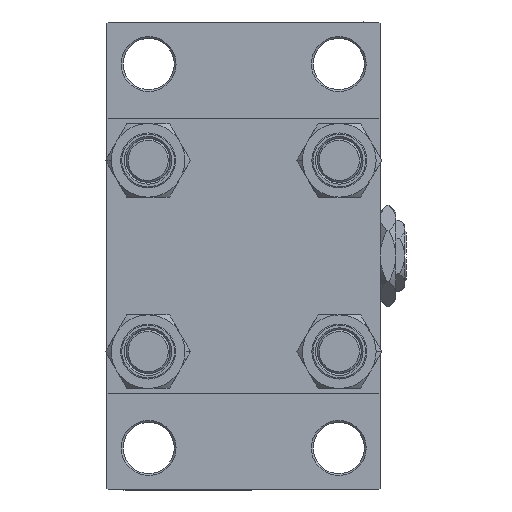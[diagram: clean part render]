
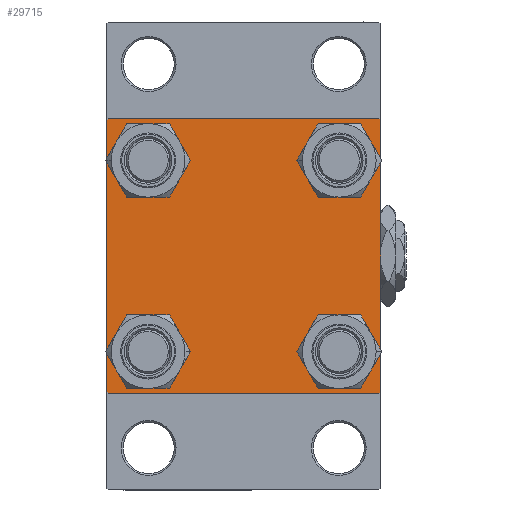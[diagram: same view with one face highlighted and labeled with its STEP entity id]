
A CAD part, left-side view. The second image highlights one B-rep face of the part: STEP entity #29715.
In plain terms, the highlighted planar face has unit normal (-1, 0, 0).
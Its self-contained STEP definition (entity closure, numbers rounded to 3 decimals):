
#42 = DIRECTION ( 'NONE',  ( 0., -1., 0. ) ) ;
#157 = LINE ( 'NONE', #899, #23601 ) ;
#325 = VERTEX_POINT ( 'NONE', #4694 ) ;
#467 = DIRECTION ( 'NONE',  ( 0., 0., -1. ) ) ;
#507 = CIRCLE ( 'NONE', #37585, 6.5 ) ;
#707 = PLANE ( 'NONE',  #12963 ) ;
#899 = CARTESIAN_POINT ( 'NONE',  ( 0., -37.25, -37.25 ) ) ;
#1155 = LINE ( 'NONE', #24366, #30331 ) ;
#1287 = CARTESIAN_POINT ( 'NONE',  ( 0., 37.5, 37.5 ) ) ;
#1943 = CARTESIAN_POINT ( 'NONE',  ( 0., -26.15, -26.15 ) ) ;
#1984 = ORIENTED_EDGE ( 'NONE', *, *, #36164, .T. ) ;
#2035 = DIRECTION ( 'NONE',  ( 0., 0., -1. ) ) ;
#2975 = VECTOR ( 'NONE', #42307, 1000. ) ;
#3333 = VERTEX_POINT ( 'NONE', #22252 ) ;
#3417 = AXIS2_PLACEMENT_3D ( 'NONE', #43800, #16751, #20305 ) ;
#3610 = EDGE_CURVE ( 'NONE', #3333, #9229, #39894, .T. ) ;
#3616 = DIRECTION ( 'NONE',  ( 1., 0., 0. ) ) ;
#3841 = ORIENTED_EDGE ( 'NONE', *, *, #37012, .T. ) ;
#4264 = ORIENTED_EDGE ( 'NONE', *, *, #6892, .T. ) ;
#4512 = VERTEX_POINT ( 'NONE', #49979 ) ;
#4694 = CARTESIAN_POINT ( 'NONE',  ( 0., -26.15, -32.65 ) ) ;
#4805 = EDGE_CURVE ( 'NONE', #18548, #17382, #18566, .T. ) ;
#5465 = ORIENTED_EDGE ( 'NONE', *, *, #30465, .F. ) ;
#6892 = EDGE_CURVE ( 'NONE', #36648, #39100, #26181, .T. ) ;
#8004 = DIRECTION ( 'NONE',  ( 0., 0., 1. ) ) ;
#8415 = ORIENTED_EDGE ( 'NONE', *, *, #12184, .T. ) ;
#8847 = ORIENTED_EDGE ( 'NONE', *, *, #47581, .T. ) ;
#9229 = VERTEX_POINT ( 'NONE', #32188 ) ;
#9412 = ORIENTED_EDGE ( 'NONE', *, *, #4805, .T. ) ;
#9748 = CARTESIAN_POINT ( 'NONE',  ( 0., 26.15, -32.65 ) ) ;
#9803 = CIRCLE ( 'NONE', #9837, 6.5 ) ;
#9837 = AXIS2_PLACEMENT_3D ( 'NONE', #40925, #21967, #17921 ) ;
#10100 = DIRECTION ( 'NONE',  ( 1., 0., 0. ) ) ;
#10217 = ORIENTED_EDGE ( 'NONE', *, *, #44988, .T. ) ;
#12184 = EDGE_CURVE ( 'NONE', #48761, #48879, #9803, .T. ) ;
#12495 = LINE ( 'NONE', #42826, #14745 ) ;
#12858 = DIRECTION ( 'NONE',  ( 1., 0., 0. ) ) ;
#12963 = AXIS2_PLACEMENT_3D ( 'NONE', #27444, #23917, #8004 ) ;
#13033 = CIRCLE ( 'NONE', #13830, 6.5 ) ;
#13694 = CIRCLE ( 'NONE', #48432, 6.5 ) ;
#13830 = AXIS2_PLACEMENT_3D ( 'NONE', #1943, #36276, #44607 ) ;
#14745 = VECTOR ( 'NONE', #20329, 1000. ) ;
#15449 = DIRECTION ( 'NONE',  ( 0., 0., 1. ) ) ;
#15609 = AXIS2_PLACEMENT_3D ( 'NONE', #29553, #10100, #21468 ) ;
#15966 = EDGE_CURVE ( 'NONE', #325, #43690, #47108, .T. ) ;
#16751 = DIRECTION ( 'NONE',  ( 1., 0., 0. ) ) ;
#17119 = CIRCLE ( 'NONE', #3417, 6.5 ) ;
#17382 = VERTEX_POINT ( 'NONE', #37588 ) ;
#17670 = EDGE_LOOP ( 'NONE', ( #8847, #8415 ) ) ;
#17921 = DIRECTION ( 'NONE',  ( 0., 0., 1. ) ) ;
#17966 = CARTESIAN_POINT ( 'NONE',  ( 0., 37.5, 37. ) ) ;
#18169 = ORIENTED_EDGE ( 'NONE', *, *, #47547, .T. ) ;
#18548 = VERTEX_POINT ( 'NONE', #9748 ) ;
#18566 = CIRCLE ( 'NONE', #38742, 6.5 ) ;
#19064 = LINE ( 'NONE', #49665, #2975 ) ;
#20305 = DIRECTION ( 'NONE',  ( 0., 0., 1. ) ) ;
#20329 = DIRECTION ( 'NONE',  ( 0., -0.707, -0.707 ) ) ;
#20981 = EDGE_CURVE ( 'NONE', #37568, #42878, #507, .T. ) ;
#21468 = DIRECTION ( 'NONE',  ( 0., 0., 1. ) ) ;
#21967 = DIRECTION ( 'NONE',  ( 1., 0., 0. ) ) ;
#22138 = DIRECTION ( 'NONE',  ( 0., 0.707, -0.707 ) ) ;
#22159 = ORIENTED_EDGE ( 'NONE', *, *, #15966, .T. ) ;
#22242 = VECTOR ( 'NONE', #2035, 1000. ) ;
#22252 = CARTESIAN_POINT ( 'NONE',  ( 0., -37.5, 37. ) ) ;
#22280 = EDGE_CURVE ( 'NONE', #36648, #9229, #19064, .T. ) ;
#22303 = CARTESIAN_POINT ( 'NONE',  ( 0., -26.15, 26.15 ) ) ;
#23277 = EDGE_LOOP ( 'NONE', ( #1984, #9412 ) ) ;
#23429 = CARTESIAN_POINT ( 'NONE',  ( 0., 37., 37.5 ) ) ;
#23601 = VECTOR ( 'NONE', #30688, 1000. ) ;
#23917 = DIRECTION ( 'NONE',  ( -1., 0., 0. ) ) ;
#24366 = CARTESIAN_POINT ( 'NONE',  ( 0., 37.5, -37.5 ) ) ;
#24775 = CARTESIAN_POINT ( 'NONE',  ( 0., 26.15, 32.65 ) ) ;
#25451 = EDGE_LOOP ( 'NONE', ( #49893, #22159 ) ) ;
#25929 = CARTESIAN_POINT ( 'NONE',  ( 0., 37.25, 37.25 ) ) ;
#26181 = LINE ( 'NONE', #25929, #29143 ) ;
#26331 = EDGE_LOOP ( 'NONE', ( #18169, #41385, #10217, #3841, #5465, #49279, #47029, #4264 ) ) ;
#26476 = DIRECTION ( 'NONE',  ( 1., 0., 0. ) ) ;
#27204 = FACE_BOUND ( 'NONE', #17670, .T. ) ;
#27361 = VERTEX_POINT ( 'NONE', #47947 ) ;
#27444 = CARTESIAN_POINT ( 'NONE',  ( 0., 0., 0. ) ) ;
#27837 = EDGE_CURVE ( 'NONE', #42878, #37568, #13694, .T. ) ;
#27873 = AXIS2_PLACEMENT_3D ( 'NONE', #28793, #12858, #32321 ) ;
#28203 = VECTOR ( 'NONE', #37100, 1000. ) ;
#28269 = CARTESIAN_POINT ( 'NONE',  ( 0., -37.25, 37.25 ) ) ;
#28701 = CIRCLE ( 'NONE', #27873, 6.5 ) ;
#28793 = CARTESIAN_POINT ( 'NONE',  ( 0., 26.15, 26.15 ) ) ;
#29114 = VECTOR ( 'NONE', #467, 1000. ) ;
#29143 = VECTOR ( 'NONE', #22138, 1000. ) ;
#29553 = CARTESIAN_POINT ( 'NONE',  ( 0., -26.15, -26.15 ) ) ;
#29558 = VERTEX_POINT ( 'NONE', #46284 ) ;
#29715 = ADVANCED_FACE ( 'NONE', ( #39079, #31249, #34536, #27204, #49971 ), #707, .T. ) ;
#29825 = CARTESIAN_POINT ( 'NONE',  ( 0., -26.15, 19.65 ) ) ;
#30331 = VECTOR ( 'NONE', #42, 1000. ) ;
#30465 = EDGE_CURVE ( 'NONE', #3333, #4512, #35290, .T. ) ;
#30688 = DIRECTION ( 'NONE',  ( 0., -0.707, 0.707 ) ) ;
#31249 = FACE_BOUND ( 'NONE', #25451, .T. ) ;
#31356 = ORIENTED_EDGE ( 'NONE', *, *, #27837, .T. ) ;
#32097 = CARTESIAN_POINT ( 'NONE',  ( 0., 26.15, 19.65 ) ) ;
#32144 = DIRECTION ( 'NONE',  ( 1., 0., 0. ) ) ;
#32188 = CARTESIAN_POINT ( 'NONE',  ( 0., -37., 37.5 ) ) ;
#32321 = DIRECTION ( 'NONE',  ( 0., 0., 1. ) ) ;
#33081 = CARTESIAN_POINT ( 'NONE',  ( 0., -26.15, 32.65 ) ) ;
#34536 = FACE_BOUND ( 'NONE', #23277, .T. ) ;
#35290 = LINE ( 'NONE', #42864, #29114 ) ;
#35847 = EDGE_CURVE ( 'NONE', #43690, #325, #13033, .T. ) ;
#35928 = CARTESIAN_POINT ( 'NONE',  ( 0., -26.15, 26.15 ) ) ;
#36164 = EDGE_CURVE ( 'NONE', #17382, #18548, #17119, .T. ) ;
#36276 = DIRECTION ( 'NONE',  ( 1., 0., 0. ) ) ;
#36648 = VERTEX_POINT ( 'NONE', #23429 ) ;
#37012 = EDGE_CURVE ( 'NONE', #37067, #4512, #157, .T. ) ;
#37067 = VERTEX_POINT ( 'NONE', #42566 ) ;
#37100 = DIRECTION ( 'NONE',  ( 0., 0.707, 0.707 ) ) ;
#37568 = VERTEX_POINT ( 'NONE', #29825 ) ;
#37585 = AXIS2_PLACEMENT_3D ( 'NONE', #22303, #3616, #15449 ) ;
#37588 = CARTESIAN_POINT ( 'NONE',  ( 0., 26.15, -19.65 ) ) ;
#38609 = EDGE_CURVE ( 'NONE', #29558, #27361, #12495, .T. ) ;
#38742 = AXIS2_PLACEMENT_3D ( 'NONE', #41126, #26476, #49236 ) ;
#39079 = FACE_BOUND ( 'NONE', #42168, .T. ) ;
#39100 = VERTEX_POINT ( 'NONE', #17966 ) ;
#39894 = LINE ( 'NONE', #28269, #28203 ) ;
#40925 = CARTESIAN_POINT ( 'NONE',  ( 0., 26.15, 26.15 ) ) ;
#41126 = CARTESIAN_POINT ( 'NONE',  ( 0., 26.15, -26.15 ) ) ;
#41385 = ORIENTED_EDGE ( 'NONE', *, *, #38609, .T. ) ;
#42168 = EDGE_LOOP ( 'NONE', ( #31356, #47810 ) ) ;
#42307 = DIRECTION ( 'NONE',  ( 0., -1., 0. ) ) ;
#42566 = CARTESIAN_POINT ( 'NONE',  ( 0., -37., -37.5 ) ) ;
#42826 = CARTESIAN_POINT ( 'NONE',  ( 0., 37.25, -37.25 ) ) ;
#42864 = CARTESIAN_POINT ( 'NONE',  ( 0., -37.5, 37.5 ) ) ;
#42878 = VERTEX_POINT ( 'NONE', #33081 ) ;
#43453 = LINE ( 'NONE', #1287, #22242 ) ;
#43690 = VERTEX_POINT ( 'NONE', #48061 ) ;
#43800 = CARTESIAN_POINT ( 'NONE',  ( 0., 26.15, -26.15 ) ) ;
#44607 = DIRECTION ( 'NONE',  ( 0., 0., 1. ) ) ;
#44988 = EDGE_CURVE ( 'NONE', #27361, #37067, #1155, .T. ) ;
#46284 = CARTESIAN_POINT ( 'NONE',  ( 0., 37.5, -37. ) ) ;
#47029 = ORIENTED_EDGE ( 'NONE', *, *, #22280, .F. ) ;
#47108 = CIRCLE ( 'NONE', #15609, 6.5 ) ;
#47547 = EDGE_CURVE ( 'NONE', #39100, #29558, #43453, .T. ) ;
#47561 = DIRECTION ( 'NONE',  ( 0., 0., 1. ) ) ;
#47581 = EDGE_CURVE ( 'NONE', #48879, #48761, #28701, .T. ) ;
#47810 = ORIENTED_EDGE ( 'NONE', *, *, #20981, .T. ) ;
#47947 = CARTESIAN_POINT ( 'NONE',  ( 0., 37., -37.5 ) ) ;
#48061 = CARTESIAN_POINT ( 'NONE',  ( 0., -26.15, -19.65 ) ) ;
#48432 = AXIS2_PLACEMENT_3D ( 'NONE', #35928, #32144, #47561 ) ;
#48761 = VERTEX_POINT ( 'NONE', #32097 ) ;
#48879 = VERTEX_POINT ( 'NONE', #24775 ) ;
#49236 = DIRECTION ( 'NONE',  ( 0., 0., 1. ) ) ;
#49279 = ORIENTED_EDGE ( 'NONE', *, *, #3610, .T. ) ;
#49665 = CARTESIAN_POINT ( 'NONE',  ( 0., 37.5, 37.5 ) ) ;
#49893 = ORIENTED_EDGE ( 'NONE', *, *, #35847, .T. ) ;
#49971 = FACE_OUTER_BOUND ( 'NONE', #26331, .T. ) ;
#49979 = CARTESIAN_POINT ( 'NONE',  ( 0., -37.5, -37. ) ) ;
